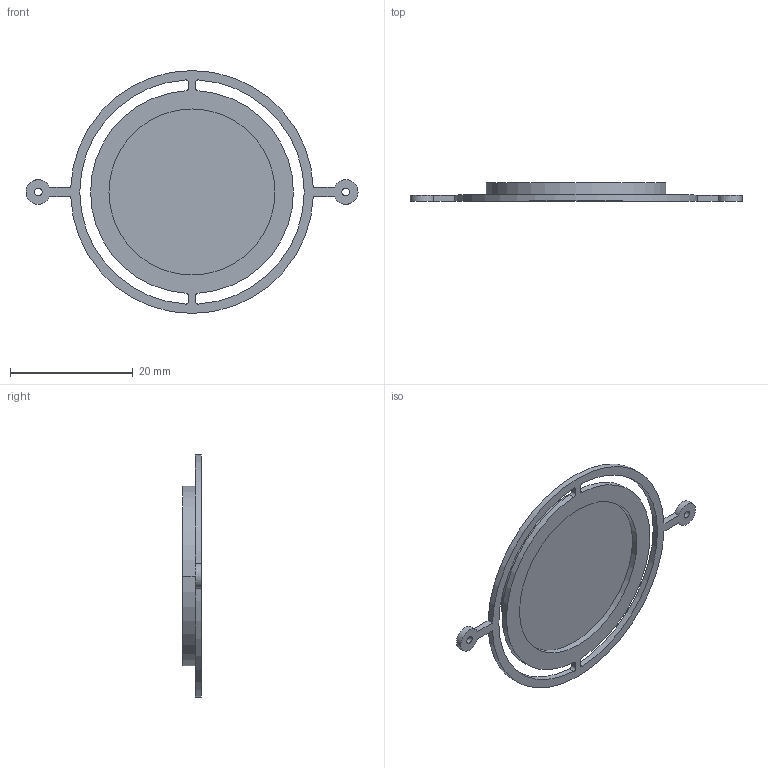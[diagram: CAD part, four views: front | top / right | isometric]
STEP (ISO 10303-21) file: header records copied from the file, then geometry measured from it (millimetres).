
FILE_DESCRIPTION((''),'2;1');
FILE_NAME('TOP_CENTER_SWITCH_1','2021-06-29T',('User'),(''),'CREO PARAMETRIC BY PTC INC, 2014350','CREO PARAMETRIC BY PTC INC, 2014350','');
FILE_SCHEMA(('AUTOMOTIVE_DESIGN { 1 0 10303 214 1 1 1 1 }'));
Length unit declared in the file: millimetre
Products named in the file (1): TOP_CENTER_SWITCH_1
Bounding box: 54 x 3 x 39.5 mm (x, y, z)
Volume: 1842.2 mm3; surface area: 2794.6 mm2
Topology: 1 solids, 1 shells, 36 faces, 110 edges, 78 vertices
Faces by surface type: cylinder 24, plane 12
Entity records: 1700 total; most frequent: DIRECTION 244, CARTESIAN_POINT 226, ORIENTED_EDGE 220, PRESENTATION_STYLE_ASSIGNMENT 111, STYLED_ITEM 111, CURVE_STYLE 110, EDGE_CURVE 110, AXIS2_PLACEMENT_3D 98
